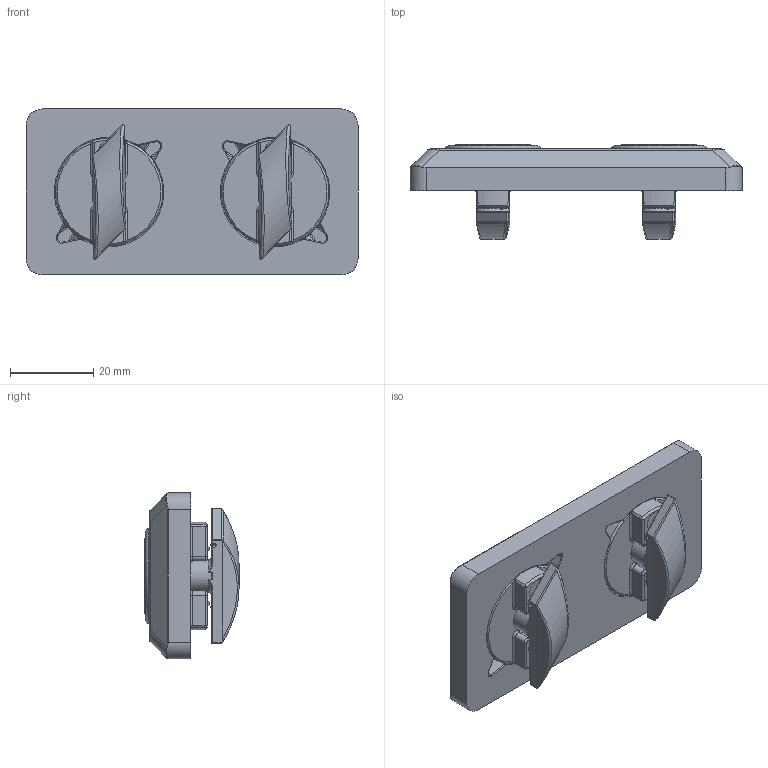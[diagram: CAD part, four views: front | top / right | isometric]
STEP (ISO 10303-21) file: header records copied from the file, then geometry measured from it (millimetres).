
FILE_DESCRIPTION(/* description */ ('KriTec Automatik-Laschensatz 8 80x40 Al, Vario'),/* implementation_level */ '2;1');
FILE_NAME(/* name */ '13643_KriTec_Automatik-Laschensatz_8_80x40_Al_Vario.stp',/* time_stamp */ '2021-01-22T15:53:57+01:00',/* author */ ('Nell'),/* organization */ (''),/* preprocessor_version */ 'ST-DEVELOPER v17',/* originating_system */ 'Autodesk Inventor 2018',/* authorisation */ '');
FILE_SCHEMA (('AUTOMOTIVE_DESIGN { 1 0 10303 214 3 1 1 }'));
Length unit declared in the file: millimetre
Products named in the file (8): 13643; 13643_3; 13643_1; 13643_5; 13643_2; 13643_6; 13643_7; 13643_4
Assembly tree (8 placements, depth 3):
  13643
    13643_3
    13643_1  x2
      13643_5
      13643_2
      13643_6
      13643_7
      13643_4
Bounding box: 80 x 22.7 x 40 mm (x, y, z)
Volume: 30990.8 mm3; surface area: 20216.6 mm2
Topology: 11 solids, 11 shells, 1528 faces, 3674 edges, 2104 vertices
Faces by surface type: bspline 604, cylinder 340, plane 276, torus 166, cone 98, sphere 44
Full cylindrical faces by diameter (mm): 5 x2, 5.1 x2, 6.8 x2, 8 x2, 26 x2
Entity records: 37733 total; most frequent: CARTESIAN_POINT 17643, ORIENTED_EDGE 4398, DIRECTION 3951, EDGE_CURVE 2199, AXIS2_PLACEMENT_3D 1644, VERTEX_POINT 1280, EDGE_LOOP 955, FACE_OUTER_BOUND 939
